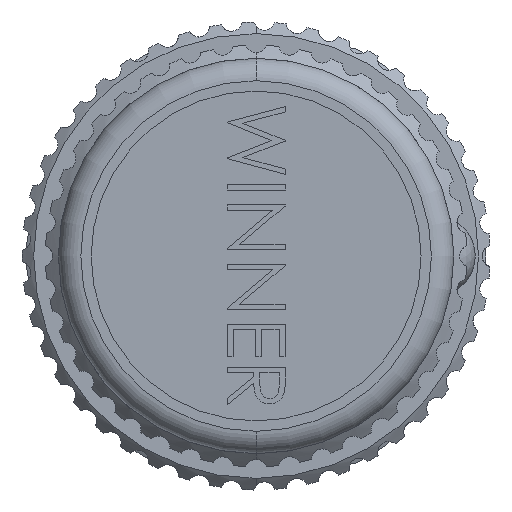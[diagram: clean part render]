
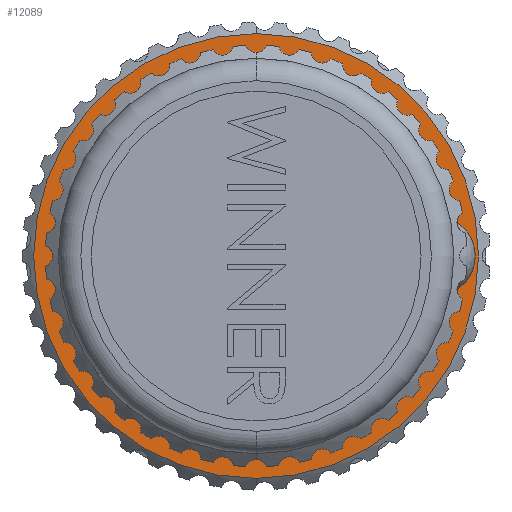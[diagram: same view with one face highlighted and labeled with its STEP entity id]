
A CAD part, left-side view. The second image highlights one B-rep face of the part: STEP entity #12089.
In plain terms, the highlighted planar face has unit normal (-1, 0, 0).
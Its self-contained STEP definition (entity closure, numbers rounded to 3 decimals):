
#321 = CARTESIAN_POINT ( 'NONE',  ( -112.635, 0., 0. ) ) ;
#417 = CARTESIAN_POINT ( 'NONE',  ( -112.635, 0., 8.56 ) ) ;
#679 = EDGE_LOOP ( 'NONE', ( #15358, #19604 ) ) ;
#1601 = CARTESIAN_POINT ( 'NONE',  ( -112.635, 0., 0. ) ) ;
#4544 = PLANE ( 'NONE',  #12317 ) ;
#4730 = DIRECTION ( 'NONE',  ( 0., 0., -1. ) ) ;
#5942 = AXIS2_PLACEMENT_3D ( 'NONE', #321, #20415, #26480 ) ;
#6149 = DIRECTION ( 'NONE',  ( -1., 0., 0. ) ) ;
#6177 = DIRECTION ( 'NONE',  ( 0., 0., -1. ) ) ;
#8700 = CIRCLE ( 'NONE', #5942, 15.3 ) ;
#8825 = DIRECTION ( 'NONE',  ( -1., 0., 0. ) ) ;
#8877 = EDGE_CURVE ( 'NONE', #12006, #18834, #22277, .T. ) ;
#9130 = EDGE_LOOP ( 'NONE', ( #12271, #27352 ) ) ;
#10553 = FACE_OUTER_BOUND ( 'NONE', #679, .T. ) ;
#12006 = VERTEX_POINT ( 'NONE', #417 ) ;
#12089 = ADVANCED_FACE ( 'NONE', ( #10553, #21772 ), #4544, .T. ) ;
#12271 = ORIENTED_EDGE ( 'NONE', *, *, #17025, .F. ) ;
#12317 = AXIS2_PLACEMENT_3D ( 'NONE', #20231, #26979, #4730 ) ;
#13071 = DIRECTION ( 'NONE',  ( 0., 0., -1. ) ) ;
#14450 = EDGE_CURVE ( 'NONE', #18267, #16107, #8700, .T. ) ;
#14608 = AXIS2_PLACEMENT_3D ( 'NONE', #28481, #8825, #6177 ) ;
#14838 = EDGE_CURVE ( 'NONE', #16107, #18267, #21262, .T. ) ;
#15358 = ORIENTED_EDGE ( 'NONE', *, *, #14450, .T. ) ;
#16006 = CARTESIAN_POINT ( 'NONE',  ( -112.635, 0., -8.56 ) ) ;
#16107 = VERTEX_POINT ( 'NONE', #24486 ) ;
#16674 = CIRCLE ( 'NONE', #14608, 8.56 ) ;
#17025 = EDGE_CURVE ( 'NONE', #18834, #12006, #16674, .T. ) ;
#18267 = VERTEX_POINT ( 'NONE', #26127 ) ;
#18834 = VERTEX_POINT ( 'NONE', #16006 ) ;
#19604 = ORIENTED_EDGE ( 'NONE', *, *, #14838, .T. ) ;
#20231 = CARTESIAN_POINT ( 'NONE',  ( -112.635, 0., 0. ) ) ;
#20415 = DIRECTION ( 'NONE',  ( -1., 0., 0. ) ) ;
#21210 = CARTESIAN_POINT ( 'NONE',  ( -112.635, 0., 0. ) ) ;
#21262 = CIRCLE ( 'NONE', #21734, 15.3 ) ;
#21734 = AXIS2_PLACEMENT_3D ( 'NONE', #1601, #23920, #13071 ) ;
#21772 = FACE_BOUND ( 'NONE', #9130, .T. ) ;
#21979 = AXIS2_PLACEMENT_3D ( 'NONE', #21210, #6149, #24154 ) ;
#22277 = CIRCLE ( 'NONE', #21979, 8.56 ) ;
#23920 = DIRECTION ( 'NONE',  ( -1., 0., 0. ) ) ;
#24154 = DIRECTION ( 'NONE',  ( 0., 0., -1. ) ) ;
#24486 = CARTESIAN_POINT ( 'NONE',  ( -112.635, 0., -15.3 ) ) ;
#26127 = CARTESIAN_POINT ( 'NONE',  ( -112.635, 0., 15.3 ) ) ;
#26480 = DIRECTION ( 'NONE',  ( 0., 0., -1. ) ) ;
#26979 = DIRECTION ( 'NONE',  ( -1., 0., 0. ) ) ;
#27352 = ORIENTED_EDGE ( 'NONE', *, *, #8877, .F. ) ;
#28481 = CARTESIAN_POINT ( 'NONE',  ( -112.635, 0., 0. ) ) ;
